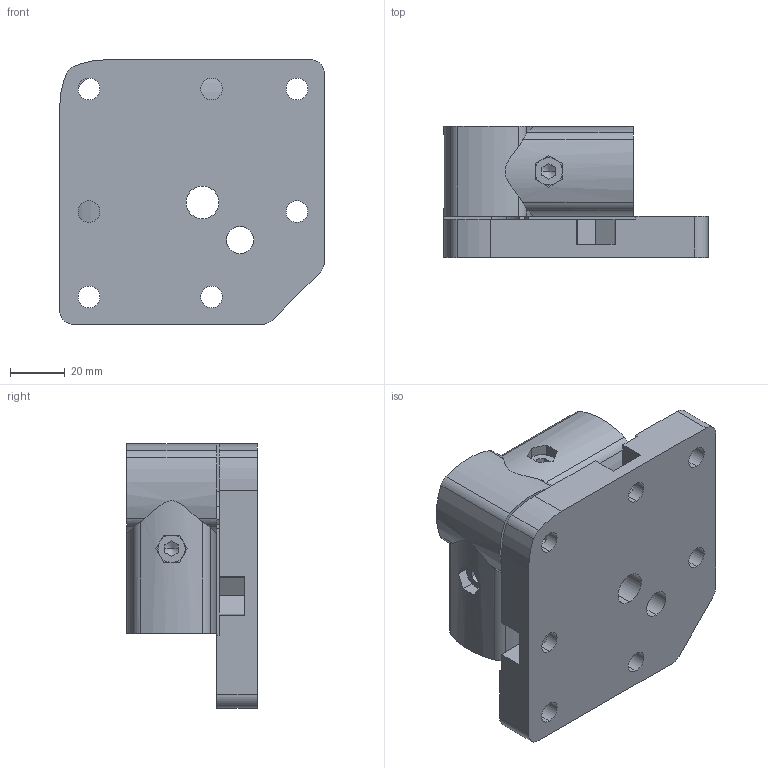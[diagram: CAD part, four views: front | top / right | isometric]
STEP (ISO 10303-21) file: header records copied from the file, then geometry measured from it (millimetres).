
FILE_DESCRIPTION(/* description */ (''),/* implementation_level */ '2;1');
FILE_NAME(/* name */ '41D-154-0.stp',/* time_stamp */ '2022-07-21T10:56:43-04:00',/* author */ ('aorselli'),/* organization */ (''),/* preprocessor_version */ 'ST-DEVELOPER v18.1',/* originating_system */ 'AutoCAD Mechanical',/* authorisation */ '');
FILE_SCHEMA (('AUTOMOTIVE_DESIGN { 1 0 10303 214 3 1 1 }'));
Length unit declared in the file: millimetre
Products named in the file (1): 41D-154-0
Bounding box: 97 x 48 x 97 mm (x, y, z)
Volume: 174669.9 mm3; surface area: 52301.2 mm2
Topology: 6 solids, 6 shells, 309 faces, 847 edges, 557 vertices
Faces by surface type: plane 165, cylinder 120, cone 24
Entity records: 10423 total; most frequent: CARTESIAN_POINT 2498, ORIENTED_EDGE 1686, DIRECTION 1587, EDGE_CURVE 843, VERTEX_POINT 557, AXIS2_PLACEMENT_3D 539, LINE 509, VECTOR 509
